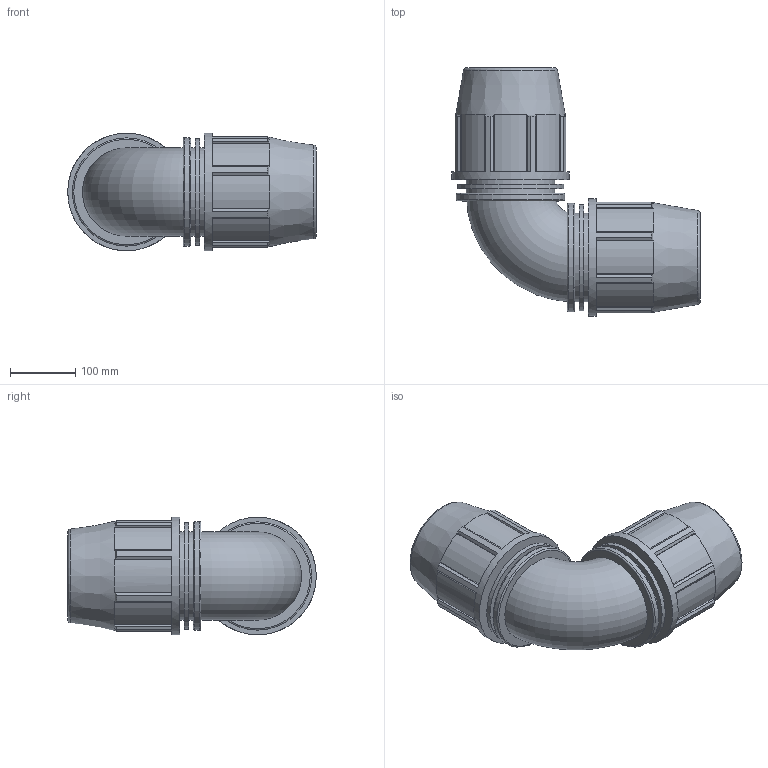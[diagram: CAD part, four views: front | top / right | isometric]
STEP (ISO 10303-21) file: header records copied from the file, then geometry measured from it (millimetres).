
FILE_DESCRIPTION(/* description */ ('PLASSON 90° ELBOW 110-110'),/* implementation_level */ '2;1');
FILE_NAME(/* name */ '0705061100A.ipt.stp',/* time_stamp */ '2018-03-25T20:10:31+03:00',/* author */ ('KIM'),/* organization */ (''),/* preprocessor_version */ 'ST-DEVELOPER v15.6',/* originating_system */ 'Autodesk Inventor 2015',/* authorisation */ '');
FILE_SCHEMA (('AUTOMOTIVE_DESIGN { 1 0 10303 214 3 1 1 }'));
Length unit declared in the file: millimetre
Products named in the file (1): 0705061100A
Bounding box: 382.5 x 382.5 x 181 mm (x, y, z)
Volume: 5607088.7 mm3; surface area: 570138.9 mm2
Topology: 1 solids, 1 shells, 158 faces, 418 edges, 276 vertices
Faces by surface type: plane 96, cylinder 30, cone 22, torus 10
Full cylindrical faces by diameter (mm): 110 x2, 135.75 x4, 163.19 x2, 166.52 x2, 181 x2
Entity records: 4836 total; most frequent: CARTESIAN_POINT 1033, DIRECTION 782, ORIENTED_EDGE 768, EDGE_CURVE 384, AXIS2_PLACEMENT_3D 279, VERTEX_POINT 270, LINE 224, VECTOR 224
